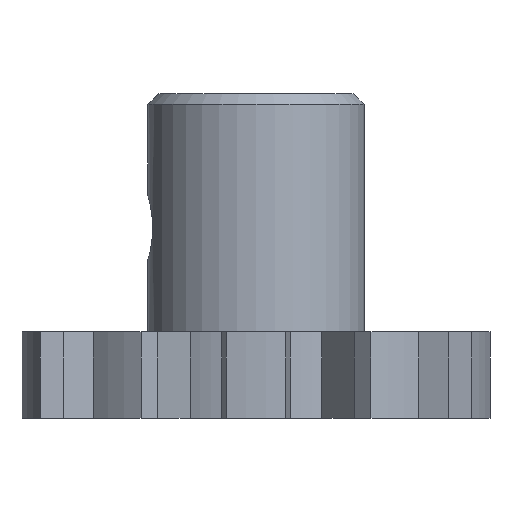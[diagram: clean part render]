
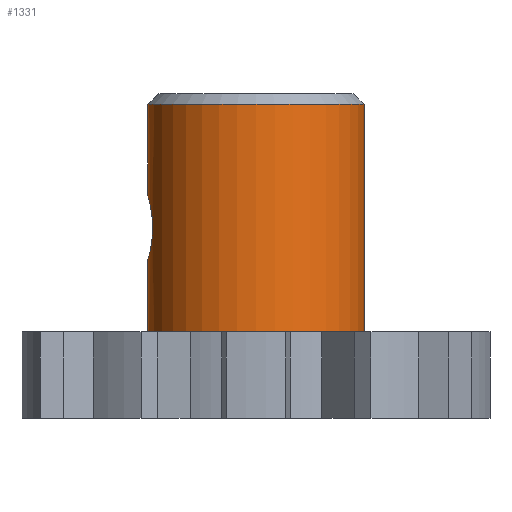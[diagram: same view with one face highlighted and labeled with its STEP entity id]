
A CAD part, front view. The second image highlights one B-rep face of the part: STEP entity #1331.
In plain terms, the highlighted cylindrical face has radius 5 mm (diameter 10 mm), a full revolution.
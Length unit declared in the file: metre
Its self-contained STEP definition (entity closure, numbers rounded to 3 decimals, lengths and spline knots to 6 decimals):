
#13=B_SPLINE_CURVE_WITH_KNOTS('',3,(#2208,#2209,#2210,#2211,#2212,#2213,
#2214,#2215,#2216,#2217,#2218),.UNSPECIFIED.,.T.,.F.,(1,1,1,1,1,1,1,1,1,
1,1,1,1,1,1),(-0.003537,-0.002358,-0.001179,
0.,0.001179,0.002358,0.003537,
0.004716,0.005895,0.007075,0.008254,
0.009433,0.010612,0.011791,0.01297),
 .UNSPECIFIED.);
#54=CIRCLE('',#1451,0.005);
#56=CIRCLE('',#1455,0.005);
#80=CYLINDRICAL_SURFACE('',#1454,0.005);
#446=ORIENTED_EDGE('',*,*,#648,.T.);
#447=ORIENTED_EDGE('',*,*,#649,.T.);
#448=ORIENTED_EDGE('',*,*,#645,.T.);
#645=EDGE_CURVE('',#776,#776,#54,.T.);
#648=EDGE_CURVE('',#779,#779,#13,.T.);
#649=EDGE_CURVE('',#780,#780,#56,.F.);
#776=VERTEX_POINT('',#2201);
#779=VERTEX_POINT('',#2219);
#780=VERTEX_POINT('',#2221);
#1137=EDGE_LOOP('',(#446));
#1138=EDGE_LOOP('',(#447));
#1139=EDGE_LOOP('',(#448));
#1213=FACE_BOUND('',#1137,.T.);
#1214=FACE_BOUND('',#1138,.T.);
#1215=FACE_BOUND('',#1139,.T.);
#1331=ADVANCED_FACE('',(#1213,#1214,#1215),#80,.T.);
#1451=AXIS2_PLACEMENT_3D('',#2200,#1808,#1809);
#1454=AXIS2_PLACEMENT_3D('',#2207,#1815,#1816);
#1455=AXIS2_PLACEMENT_3D('',#2220,#1817,#1818);
#1808=DIRECTION('',(0.,0.,1.));
#1809=DIRECTION('',(1.,0.,0.));
#1815=DIRECTION('',(0.,0.,-1.));
#1816=DIRECTION('',(-1.,0.,0.));
#1817=DIRECTION('',(0.,0.,1.));
#1818=DIRECTION('',(1.,0.,0.));
#2200=CARTESIAN_POINT('',(0.,0.,0.004));
#2201=CARTESIAN_POINT('',(0.005,0.,0.004));
#2207=CARTESIAN_POINT('',(0.,0.,0.015));
#2208=CARTESIAN_POINT('',(-0.004887,-0.001176,0.007626));
#2209=CARTESIAN_POINT('',(-0.005056,0.,0.007138));
#2210=CARTESIAN_POINT('',(-0.004887,0.001176,0.007626));
#2211=CARTESIAN_POINT('',(-0.004711,0.001662,0.008799));
#2212=CARTESIAN_POINT('',(-0.004888,0.001175,0.009977));
#2213=CARTESIAN_POINT('',(-0.005056,0.000001,0.010463));
#2214=CARTESIAN_POINT('',(-0.004888,-0.001175,0.009977));
#2215=CARTESIAN_POINT('',(-0.004711,-0.001662,0.008801));
#2216=CARTESIAN_POINT('',(-0.004887,-0.001176,0.007626));
#2217=CARTESIAN_POINT('',(-0.005056,0.,0.007138));
#2218=CARTESIAN_POINT('',(-0.004887,0.001176,0.007626));
#2219=CARTESIAN_POINT('',(-0.005,0.,0.007301));
#2220=CARTESIAN_POINT('',(0.,0.,0.0145));
#2221=CARTESIAN_POINT('',(0.005,0.,0.0145));
